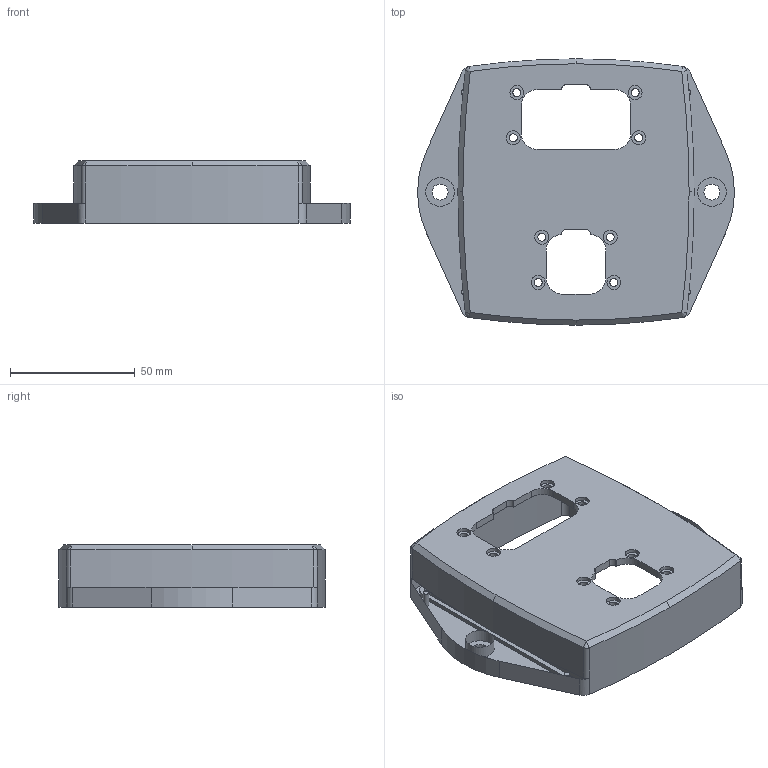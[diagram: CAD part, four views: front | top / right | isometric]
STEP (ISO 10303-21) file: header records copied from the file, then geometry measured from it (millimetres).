
FILE_DESCRIPTION(('FreeCAD Model'),'2;1');
FILE_NAME('enclosure_top.step', '2018-11-07T16:37:14',('kicad StepUp'),('ksu MCAD'), 'Open CASCADE STEP processor 6.9','FreeCAD','Unknown');
FILE_SCHEMA(('AUTOMOTIVE_DESIGN { 1 0 10303 214 1 1 1 1 }'));
Length unit declared in the file: millimetre
Products named in the file (1): refined
Bounding box: 127 x 106.75 x 25 mm (x, y, z)
Volume: 86997.2 mm3; surface area: 38820.1 mm2
Topology: 1 solids, 1 shells, 132 faces, 346 edges, 229 vertices
Faces by surface type: cylinder 70, plane 47, cone 15
Full cylindrical faces by diameter (mm): 2.2 x4, 3.2 x8, 5.6 x8, 6.4 x2, 11.5 x2
Entity records: 4119 total; most frequent: DIRECTION 768, CARTESIAN_POINT 696, ORIENTED_EDGE 672, EDGE_CURVE 336, AXIS2_PLACEMENT_3D 306, VERTEX_POINT 226, CIRCLE 176, FACE_BOUND 170
